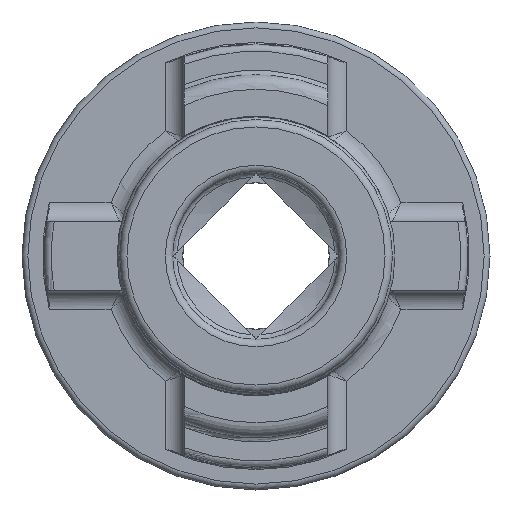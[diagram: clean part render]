
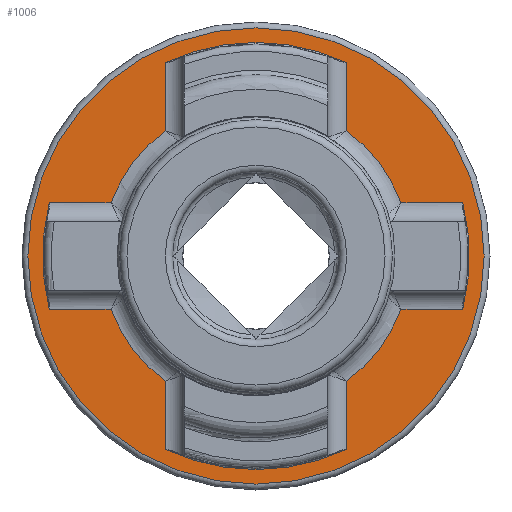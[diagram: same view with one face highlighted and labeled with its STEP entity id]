
A CAD part, left-side view. The second image highlights one B-rep face of the part: STEP entity #1006.
In plain terms, the highlighted planar face has unit normal (-1, 0, 0).
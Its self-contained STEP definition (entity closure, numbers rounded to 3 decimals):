
#48 = VECTOR ( 'NONE', #5182, 1000. ) ;
#68 = CARTESIAN_POINT ( 'NONE',  ( 23.8, 0., 0. ) ) ;
#96 = VERTEX_POINT ( 'NONE', #474 ) ;
#108 = DIRECTION ( 'NONE',  ( 1., 0., 0. ) ) ;
#185 = VERTEX_POINT ( 'NONE', #4206 ) ;
#208 = CIRCLE ( 'NONE', #2604, 10.56 ) ;
#219 = CARTESIAN_POINT ( 'NONE',  ( 23.8, -14.41, 3.65 ) ) ;
#330 = CARTESIAN_POINT ( 'NONE',  ( 23.8, 14.6, -3.65 ) ) ;
#361 = VERTEX_POINT ( 'NONE', #1260 ) ;
#373 = ORIENTED_EDGE ( 'NONE', *, *, #4437, .T. ) ;
#416 = VECTOR ( 'NONE', #3915, 1000. ) ;
#431 = EDGE_CURVE ( 'NONE', #2701, #361, #4030, .T. ) ;
#435 = ORIENTED_EDGE ( 'NONE', *, *, #1597, .T. ) ;
#452 = LINE ( 'NONE', #2772, #3519 ) ;
#474 = CARTESIAN_POINT ( 'NONE',  ( 23.8, -6.2, -8.548 ) ) ;
#537 = DIRECTION ( 'NONE',  ( 0., 0., -1. ) ) ;
#546 = ORIENTED_EDGE ( 'NONE', *, *, #2936, .T. ) ;
#589 = VECTOR ( 'NONE', #2177, 1000. ) ;
#605 = DIRECTION ( 'NONE',  ( 0., 0., 1. ) ) ;
#606 = EDGE_CURVE ( 'NONE', #1797, #5272, #4918, .T. ) ;
#621 = ORIENTED_EDGE ( 'NONE', *, *, #2871, .T. ) ;
#626 = CIRCLE ( 'NONE', #1213, 10.56 ) ;
#636 = ORIENTED_EDGE ( 'NONE', *, *, #840, .T. ) ;
#678 = ORIENTED_EDGE ( 'NONE', *, *, #4690, .T. ) ;
#684 = VERTEX_POINT ( 'NONE', #1558 ) ;
#714 = FACE_OUTER_BOUND ( 'NONE', #3659, .T. ) ;
#737 = CARTESIAN_POINT ( 'NONE',  ( 23.8, 14.136, 3.65 ) ) ;
#749 = VERTEX_POINT ( 'NONE', #5357 ) ;
#753 = CARTESIAN_POINT ( 'NONE',  ( 23.8, 0., 0. ) ) ;
#772 = PLANE ( 'NONE',  #1521 ) ;
#778 = CARTESIAN_POINT ( 'NONE',  ( 23.8, -14.136, -3.65 ) ) ;
#805 = EDGE_CURVE ( 'NONE', #1797, #1761, #3466, .T. ) ;
#817 = DIRECTION ( 'NONE',  ( -1., 0., 0. ) ) ;
#840 = EDGE_CURVE ( 'NONE', #2701, #1533, #1896, .T. ) ;
#915 = CARTESIAN_POINT ( 'NONE',  ( 23.8, 0., 0. ) ) ;
#933 = VERTEX_POINT ( 'NONE', #4966 ) ;
#986 = AXIS2_PLACEMENT_3D ( 'NONE', #4814, #2311, #605 ) ;
#990 = VERTEX_POINT ( 'NONE', #1575 ) ;
#1006 = ADVANCED_FACE ( 'NONE', ( #2759, #714 ), #772, .F. ) ;
#1040 = LINE ( 'NONE', #4678, #589 ) ;
#1080 = CARTESIAN_POINT ( 'NONE',  ( 23.8, -9.909, -3.65 ) ) ;
#1116 = EDGE_CURVE ( 'NONE', #4475, #990, #2680, .T. ) ;
#1213 = AXIS2_PLACEMENT_3D ( 'NONE', #1398, #108, #3399 ) ;
#1227 = VECTOR ( 'NONE', #2007, 1000. ) ;
#1260 = CARTESIAN_POINT ( 'NONE',  ( 23.8, -14.136, 3.65 ) ) ;
#1398 = CARTESIAN_POINT ( 'NONE',  ( 23.8, 0., 0. ) ) ;
#1505 = CARTESIAN_POINT ( 'NONE',  ( 23.8, 0., 0. ) ) ;
#1509 = EDGE_CURVE ( 'NONE', #4411, #185, #1040, .T. ) ;
#1521 = AXIS2_PLACEMENT_3D ( 'NONE', #1614, #2016, #4957 ) ;
#1533 = VERTEX_POINT ( 'NONE', #1080 ) ;
#1558 = CARTESIAN_POINT ( 'NONE',  ( 23.8, 6.2, 13.218 ) ) ;
#1575 = CARTESIAN_POINT ( 'NONE',  ( 23.8, -6.2, -13.218 ) ) ;
#1586 = ORIENTED_EDGE ( 'NONE', *, *, #1116, .F. ) ;
#1597 = EDGE_CURVE ( 'NONE', #1533, #96, #208, .T. ) ;
#1605 = EDGE_CURVE ( 'NONE', #3884, #684, #452, .T. ) ;
#1609 = DIRECTION ( 'NONE',  ( 0., -1., 0. ) ) ;
#1614 = CARTESIAN_POINT ( 'NONE',  ( 23.8, 14.6, 0. ) ) ;
#1624 = CARTESIAN_POINT ( 'NONE',  ( 23.8, 14.6, 3.65 ) ) ;
#1640 = ORIENTED_EDGE ( 'NONE', *, *, #805, .T. ) ;
#1658 = CIRCLE ( 'NONE', #3456, 15.6 ) ;
#1665 = LINE ( 'NONE', #5238, #4676 ) ;
#1721 = ORIENTED_EDGE ( 'NONE', *, *, #606, .F. ) ;
#1761 = VERTEX_POINT ( 'NONE', #2402 ) ;
#1797 = VERTEX_POINT ( 'NONE', #737 ) ;
#1817 = CARTESIAN_POINT ( 'NONE',  ( 23.8, 6.2, -8.548 ) ) ;
#1864 = DIRECTION ( 'NONE',  ( 0., 0., -1. ) ) ;
#1896 = LINE ( 'NONE', #5396, #2018 ) ;
#1952 = DIRECTION ( 'NONE',  ( -1., 0., 0. ) ) ;
#1997 = LINE ( 'NONE', #330, #1227 ) ;
#2007 = DIRECTION ( 'NONE',  ( 0., 1., 0. ) ) ;
#2016 = DIRECTION ( 'NONE',  ( 1., 0., 0. ) ) ;
#2018 = VECTOR ( 'NONE', #2914, 1000. ) ;
#2177 = DIRECTION ( 'NONE',  ( 0., 0., -1. ) ) ;
#2219 = EDGE_CURVE ( 'NONE', #4265, #5272, #1997, .T. ) ;
#2234 = CARTESIAN_POINT ( 'NONE',  ( 23.8, 0., 0. ) ) ;
#2252 = DIRECTION ( 'NONE',  ( 0., 0., 1. ) ) ;
#2311 = DIRECTION ( 'NONE',  ( -1., 0., 0. ) ) ;
#2314 = DIRECTION ( 'NONE',  ( 1., 0., 0. ) ) ;
#2336 = DIRECTION ( 'NONE',  ( 0., 0., 1. ) ) ;
#2395 = ORIENTED_EDGE ( 'NONE', *, *, #2219, .T. ) ;
#2402 = CARTESIAN_POINT ( 'NONE',  ( 23.8, 9.909, 3.65 ) ) ;
#2502 = AXIS2_PLACEMENT_3D ( 'NONE', #1505, #1952, #4895 ) ;
#2548 = ORIENTED_EDGE ( 'NONE', *, *, #431, .F. ) ;
#2549 = DIRECTION ( 'NONE',  ( 0., 0., 1. ) ) ;
#2581 = VERTEX_POINT ( 'NONE', #1817 ) ;
#2604 = AXIS2_PLACEMENT_3D ( 'NONE', #2712, #2314, #1864 ) ;
#2630 = AXIS2_PLACEMENT_3D ( 'NONE', #3312, #817, #2549 ) ;
#2672 = CARTESIAN_POINT ( 'NONE',  ( 23.8, -6.2, 13.218 ) ) ;
#2680 = CIRCLE ( 'NONE', #3853, 14.6 ) ;
#2701 = VERTEX_POINT ( 'NONE', #778 ) ;
#2712 = CARTESIAN_POINT ( 'NONE',  ( 23.8, 0., 0. ) ) ;
#2759 = FACE_BOUND ( 'NONE', #4047, .T. ) ;
#2772 = CARTESIAN_POINT ( 'NONE',  ( 23.8, 6.2, 0. ) ) ;
#2789 = CIRCLE ( 'NONE', #2502, 14.6 ) ;
#2871 = EDGE_CURVE ( 'NONE', #933, #933, #1658, .T. ) ;
#2907 = EDGE_CURVE ( 'NONE', #2581, #4265, #626, .T. ) ;
#2914 = DIRECTION ( 'NONE',  ( 0., 1., 0. ) ) ;
#2915 = ORIENTED_EDGE ( 'NONE', *, *, #3074, .F. ) ;
#2921 = CARTESIAN_POINT ( 'NONE',  ( 23.8, 9.909, -3.65 ) ) ;
#2936 = EDGE_CURVE ( 'NONE', #1761, #3884, #4273, .T. ) ;
#2981 = DIRECTION ( 'NONE',  ( -1., 0., 0. ) ) ;
#3022 = ORIENTED_EDGE ( 'NONE', *, *, #3462, .T. ) ;
#3034 = DIRECTION ( 'NONE',  ( 0., 0., 1. ) ) ;
#3074 = EDGE_CURVE ( 'NONE', #4411, #684, #2789, .T. ) ;
#3123 = DIRECTION ( 'NONE',  ( 0., 0., 1. ) ) ;
#3187 = EDGE_CURVE ( 'NONE', #185, #749, #4262, .T. ) ;
#3312 = CARTESIAN_POINT ( 'NONE',  ( 23.8, 0., 0. ) ) ;
#3399 = DIRECTION ( 'NONE',  ( 0., 0., -1. ) ) ;
#3456 = AXIS2_PLACEMENT_3D ( 'NONE', #68, #2981, #3034 ) ;
#3462 = EDGE_CURVE ( 'NONE', #96, #990, #4052, .T. ) ;
#3466 = LINE ( 'NONE', #1624, #5244 ) ;
#3480 = CARTESIAN_POINT ( 'NONE',  ( 23.8, -6.2, -13.753 ) ) ;
#3519 = VECTOR ( 'NONE', #3123, 1000. ) ;
#3525 = AXIS2_PLACEMENT_3D ( 'NONE', #753, #4922, #3656 ) ;
#3656 = DIRECTION ( 'NONE',  ( 0., 0., -1. ) ) ;
#3659 = EDGE_LOOP ( 'NONE', ( #621 ) ) ;
#3760 = ORIENTED_EDGE ( 'NONE', *, *, #1605, .T. ) ;
#3779 = CARTESIAN_POINT ( 'NONE',  ( 23.8, 6.2, 8.548 ) ) ;
#3790 = ORIENTED_EDGE ( 'NONE', *, *, #3187, .T. ) ;
#3853 = AXIS2_PLACEMENT_3D ( 'NONE', #2234, #4754, #2252 ) ;
#3884 = VERTEX_POINT ( 'NONE', #3779 ) ;
#3915 = DIRECTION ( 'NONE',  ( 0., 0., -1. ) ) ;
#4005 = AXIS2_PLACEMENT_3D ( 'NONE', #915, #4228, #537 ) ;
#4030 = CIRCLE ( 'NONE', #2630, 14.6 ) ;
#4033 = CARTESIAN_POINT ( 'NONE',  ( 23.8, 14.136, -3.65 ) ) ;
#4047 = EDGE_LOOP ( 'NONE', ( #2548, #636, #435, #3022, #1586, #678, #4927, #2395, #1721, #1640, #546, #3760, #2915, #4787, #3790, #373 ) ) ;
#4052 = LINE ( 'NONE', #3480, #416 ) ;
#4067 = LINE ( 'NONE', #219, #48 ) ;
#4206 = CARTESIAN_POINT ( 'NONE',  ( 23.8, -6.2, 8.548 ) ) ;
#4228 = DIRECTION ( 'NONE',  ( 1., 0., 0. ) ) ;
#4262 = CIRCLE ( 'NONE', #3525, 10.56 ) ;
#4265 = VERTEX_POINT ( 'NONE', #2921 ) ;
#4273 = CIRCLE ( 'NONE', #4005, 10.56 ) ;
#4324 = CARTESIAN_POINT ( 'NONE',  ( 23.8, 6.2, -13.218 ) ) ;
#4411 = VERTEX_POINT ( 'NONE', #2672 ) ;
#4437 = EDGE_CURVE ( 'NONE', #749, #361, #4067, .T. ) ;
#4475 = VERTEX_POINT ( 'NONE', #4324 ) ;
#4676 = VECTOR ( 'NONE', #2336, 1000. ) ;
#4678 = CARTESIAN_POINT ( 'NONE',  ( 23.8, -6.2, 7.857 ) ) ;
#4690 = EDGE_CURVE ( 'NONE', #4475, #2581, #1665, .T. ) ;
#4754 = DIRECTION ( 'NONE',  ( -1., 0., 0. ) ) ;
#4787 = ORIENTED_EDGE ( 'NONE', *, *, #1509, .T. ) ;
#4814 = CARTESIAN_POINT ( 'NONE',  ( 23.8, 0., 0. ) ) ;
#4895 = DIRECTION ( 'NONE',  ( 0., 0., 1. ) ) ;
#4918 = CIRCLE ( 'NONE', #986, 14.6 ) ;
#4922 = DIRECTION ( 'NONE',  ( 1., 0., 0. ) ) ;
#4927 = ORIENTED_EDGE ( 'NONE', *, *, #2907, .T. ) ;
#4957 = DIRECTION ( 'NONE',  ( 0., 0., -1. ) ) ;
#4966 = CARTESIAN_POINT ( 'NONE',  ( 23.8, 0., 15.6 ) ) ;
#5182 = DIRECTION ( 'NONE',  ( 0., -1., 0. ) ) ;
#5238 = CARTESIAN_POINT ( 'NONE',  ( 23.8, 6.2, 0. ) ) ;
#5244 = VECTOR ( 'NONE', #1609, 1000. ) ;
#5272 = VERTEX_POINT ( 'NONE', #4033 ) ;
#5357 = CARTESIAN_POINT ( 'NONE',  ( 23.8, -9.909, 3.65 ) ) ;
#5396 = CARTESIAN_POINT ( 'NONE',  ( 23.8, -8.957, -3.65 ) ) ;
